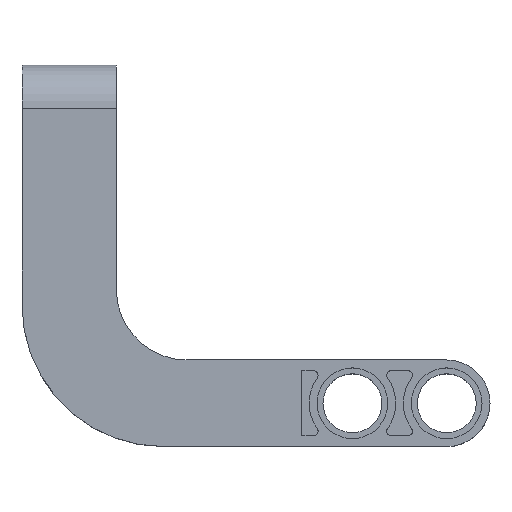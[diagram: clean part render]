
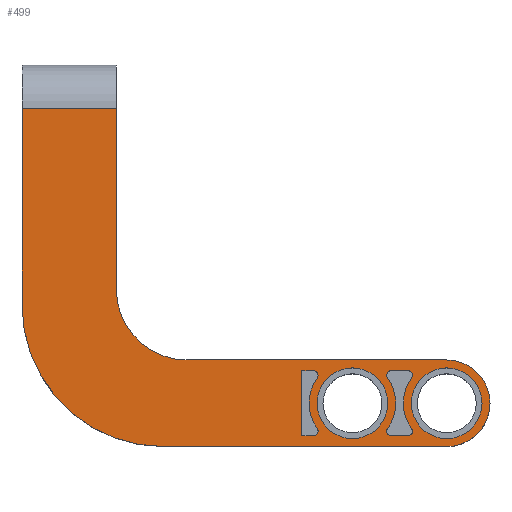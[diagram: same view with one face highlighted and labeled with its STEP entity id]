
A CAD part, top view. The second image highlights one B-rep face of the part: STEP entity #499.
In plain terms, the highlighted planar face has unit normal (0, 0, 1).
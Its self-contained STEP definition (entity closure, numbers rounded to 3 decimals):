
#206=CARTESIAN_POINT('',(23.103,23.853,25.195));
#207=VERTEX_POINT('',#206);
#208=CARTESIAN_POINT('',(23.103,8.523,25.195));
#209=VERTEX_POINT('',#208);
#210=CARTESIAN_POINT('',(23.103,23.853,25.195));
#211=DIRECTION('',(-0.,-1.,-0.));
#212=VECTOR('',#211,15.33);
#213=LINE('',#210,#212);
#214=EDGE_CURVE('',#207,#209,#213,.T.);
#251=CARTESIAN_POINT('',(14.773,-142.447,25.195));
#252=DIRECTION('',(0.,0.,-1.));
#253=DIRECTION('',(-1.,0.,-0.));
#254=AXIS2_PLACEMENT_3D('',#251,#252,#253);
#255=PLANE('',#254);
#256=CARTESIAN_POINT('',(15.103,23.853,25.195));
#257=VERTEX_POINT('',#256);
#258=CARTESIAN_POINT('',(15.103,7.179,25.195));
#259=VERTEX_POINT('',#258);
#260=CARTESIAN_POINT('',(15.103,23.853,25.195));
#261=DIRECTION('',(-0.,-1.,-0.));
#262=VECTOR('',#261,16.674);
#263=LINE('',#260,#262);
#264=EDGE_CURVE('',#257,#259,#263,.T.);
#265=ORIENTED_EDGE('',*,*,#264,.T.);
#266=CARTESIAN_POINT('',(27.103,-4.821,25.195));
#267=VERTEX_POINT('',#266);
#268=CARTESIAN_POINT('',(27.103,7.179,25.195));
#269=DIRECTION('',(-0.,-0.,1.));
#270=DIRECTION('',(-1.,0.,-0.));
#271=AXIS2_PLACEMENT_3D('',#268,#269,#270);
#272=CIRCLE('',#271,12.);
#273=EDGE_CURVE('',#259,#267,#272,.T.);
#274=ORIENTED_EDGE('',*,*,#273,.T.);
#275=CARTESIAN_POINT('',(51.13,-4.824,25.195));
#276=VERTEX_POINT('',#275);
#277=CARTESIAN_POINT('',(51.13,-4.821,25.195));
#278=DIRECTION('',(-1.,0.,-0.));
#279=VECTOR('',#278,24.027);
#280=LINE('',#277,#279);
#281=EDGE_CURVE('',#276,#267,#280,.T.);
#282=ORIENTED_EDGE('',*,*,#281,.F.);
#283=CARTESIAN_POINT('',(54.802,-1.149,25.195));
#284=VERTEX_POINT('',#283);
#285=CARTESIAN_POINT('',(51.13,-1.149,25.195));
#286=DIRECTION('',(-0.,0.,1.));
#287=DIRECTION('',(0.,-1.,0.));
#288=AXIS2_PLACEMENT_3D('',#285,#286,#287);
#289=CIRCLE('',#288,3.672);
#290=EDGE_CURVE('',#276,#284,#289,.T.);
#291=ORIENTED_EDGE('',*,*,#290,.T.);
#292=CARTESIAN_POINT('',(51.13,2.523,25.195));
#293=VERTEX_POINT('',#292);
#294=CARTESIAN_POINT('',(51.13,-1.149,25.195));
#295=DIRECTION('',(-0.,0.,1.));
#296=DIRECTION('',(0.,-1.,0.));
#297=AXIS2_PLACEMENT_3D('',#294,#295,#296);
#298=CIRCLE('',#297,3.672);
#299=EDGE_CURVE('',#284,#293,#298,.T.);
#300=ORIENTED_EDGE('',*,*,#299,.T.);
#301=CARTESIAN_POINT('',(29.103,2.523,25.195));
#302=VERTEX_POINT('',#301);
#303=CARTESIAN_POINT('',(51.13,2.523,25.195));
#304=DIRECTION('',(-1.,-0.,0.));
#305=VECTOR('',#304,22.027);
#306=LINE('',#303,#305);
#307=EDGE_CURVE('',#293,#302,#306,.T.);
#308=ORIENTED_EDGE('',*,*,#307,.T.);
#309=CARTESIAN_POINT('',(29.103,8.523,25.195));
#310=DIRECTION('',(0.,0.,-1.));
#311=DIRECTION('',(-1.,0.,-0.));
#312=AXIS2_PLACEMENT_3D('',#309,#310,#311);
#313=CIRCLE('',#312,6.);
#314=EDGE_CURVE('',#302,#209,#313,.T.);
#315=ORIENTED_EDGE('',*,*,#314,.T.);
#316=ORIENTED_EDGE('',*,*,#214,.F.);
#317=CARTESIAN_POINT('',(23.103,23.853,25.195));
#318=DIRECTION('',(-1.,0.,-0.));
#319=VECTOR('',#318,8.);
#320=LINE('',#317,#319);
#321=EDGE_CURVE('',#207,#257,#320,.T.);
#322=ORIENTED_EDGE('',*,*,#321,.T.);
#323=EDGE_LOOP('',(#265,#274,#282,#291,#300,#308,#315,#316,#322));
#324=FACE_BOUND('',#323,.T.);
#325=CARTESIAN_POINT('',(38.84,-3.924,25.195));
#326=VERTEX_POINT('',#325);
#327=CARTESIAN_POINT('',(38.84,1.626,25.195));
#328=VERTEX_POINT('',#327);
#329=CARTESIAN_POINT('',(38.84,-3.924,25.195));
#330=DIRECTION('',(0.,1.,-0.));
#331=VECTOR('',#330,5.55);
#332=LINE('',#329,#331);
#333=EDGE_CURVE('',#326,#328,#332,.T.);
#334=ORIENTED_EDGE('',*,*,#333,.T.);
#335=CARTESIAN_POINT('',(39.818,1.626,25.195));
#336=VERTEX_POINT('',#335);
#337=CARTESIAN_POINT('',(38.84,1.626,25.195));
#338=DIRECTION('',(1.,0.,-0.));
#339=VECTOR('',#338,0.978);
#340=LINE('',#337,#339);
#341=EDGE_CURVE('',#328,#336,#340,.T.);
#342=ORIENTED_EDGE('',*,*,#341,.T.);
#343=CARTESIAN_POINT('',(40.143,0.993,25.195));
#344=VERTEX_POINT('',#343);
#345=CARTESIAN_POINT('',(39.818,1.226,25.195));
#346=DIRECTION('',(0.,-0.,-1.));
#347=DIRECTION('',(0.,-1.,0.));
#348=AXIS2_PLACEMENT_3D('',#345,#346,#347);
#349=CIRCLE('',#348,0.4);
#350=EDGE_CURVE('',#336,#344,#349,.T.);
#351=ORIENTED_EDGE('',*,*,#350,.T.);
#352=CARTESIAN_POINT('',(40.143,-3.291,25.195));
#353=VERTEX_POINT('',#352);
#354=CARTESIAN_POINT('',(43.13,-1.149,25.195));
#355=DIRECTION('',(-0.,0.,1.));
#356=DIRECTION('',(0.,-1.,0.));
#357=AXIS2_PLACEMENT_3D('',#354,#355,#356);
#358=CIRCLE('',#357,3.675);
#359=EDGE_CURVE('',#344,#353,#358,.T.);
#360=ORIENTED_EDGE('',*,*,#359,.T.);
#361=CARTESIAN_POINT('',(39.818,-3.924,25.195));
#362=VERTEX_POINT('',#361);
#363=CARTESIAN_POINT('',(39.818,-3.524,25.195));
#364=DIRECTION('',(0.,-0.,-1.));
#365=DIRECTION('',(0.,-1.,0.));
#366=AXIS2_PLACEMENT_3D('',#363,#364,#365);
#367=CIRCLE('',#366,0.4);
#368=EDGE_CURVE('',#353,#362,#367,.T.);
#369=ORIENTED_EDGE('',*,*,#368,.T.);
#370=CARTESIAN_POINT('',(39.818,-3.924,25.195));
#371=DIRECTION('',(-1.,-0.,0.));
#372=VECTOR('',#371,0.978);
#373=LINE('',#370,#372);
#374=EDGE_CURVE('',#362,#326,#373,.T.);
#375=ORIENTED_EDGE('',*,*,#374,.T.);
#376=EDGE_LOOP('',(#334,#342,#351,#360,#369,#375));
#377=FACE_BOUND('',#376,.T.);
#378=CARTESIAN_POINT('',(46.441,-3.924,25.195));
#379=VERTEX_POINT('',#378);
#380=CARTESIAN_POINT('',(46.116,-3.291,25.195));
#381=VERTEX_POINT('',#380);
#382=CARTESIAN_POINT('',(46.441,-3.524,25.195));
#383=DIRECTION('',(0.,-0.,-1.));
#384=DIRECTION('',(0.,-1.,0.));
#385=AXIS2_PLACEMENT_3D('',#382,#383,#384);
#386=CIRCLE('',#385,0.4);
#387=EDGE_CURVE('',#379,#381,#386,.T.);
#388=ORIENTED_EDGE('',*,*,#387,.T.);
#389=CARTESIAN_POINT('',(46.805,-1.149,25.195));
#390=VERTEX_POINT('',#389);
#391=CARTESIAN_POINT('',(43.13,-1.149,25.195));
#392=DIRECTION('',(-0.,0.,1.));
#393=DIRECTION('',(0.,-1.,0.));
#394=AXIS2_PLACEMENT_3D('',#391,#392,#393);
#395=CIRCLE('',#394,3.675);
#396=EDGE_CURVE('',#381,#390,#395,.T.);
#397=ORIENTED_EDGE('',*,*,#396,.T.);
#398=CARTESIAN_POINT('',(46.116,0.993,25.195));
#399=VERTEX_POINT('',#398);
#400=CARTESIAN_POINT('',(43.13,-1.149,25.195));
#401=DIRECTION('',(-0.,0.,1.));
#402=DIRECTION('',(0.,-1.,0.));
#403=AXIS2_PLACEMENT_3D('',#400,#401,#402);
#404=CIRCLE('',#403,3.675);
#405=EDGE_CURVE('',#390,#399,#404,.T.);
#406=ORIENTED_EDGE('',*,*,#405,.T.);
#407=CARTESIAN_POINT('',(46.441,1.626,25.195));
#408=VERTEX_POINT('',#407);
#409=CARTESIAN_POINT('',(46.441,1.226,25.195));
#410=DIRECTION('',(0.,-0.,-1.));
#411=DIRECTION('',(0.,-1.,0.));
#412=AXIS2_PLACEMENT_3D('',#409,#410,#411);
#413=CIRCLE('',#412,0.4);
#414=EDGE_CURVE('',#399,#408,#413,.T.);
#415=ORIENTED_EDGE('',*,*,#414,.T.);
#416=CARTESIAN_POINT('',(47.818,1.626,25.195));
#417=VERTEX_POINT('',#416);
#418=CARTESIAN_POINT('',(46.441,1.626,25.195));
#419=DIRECTION('',(1.,0.,-0.));
#420=VECTOR('',#419,1.377);
#421=LINE('',#418,#420);
#422=EDGE_CURVE('',#408,#417,#421,.T.);
#423=ORIENTED_EDGE('',*,*,#422,.T.);
#424=CARTESIAN_POINT('',(48.143,0.993,25.195));
#425=VERTEX_POINT('',#424);
#426=CARTESIAN_POINT('',(47.818,1.226,25.195));
#427=DIRECTION('',(0.,-0.,-1.));
#428=DIRECTION('',(0.,-1.,0.));
#429=AXIS2_PLACEMENT_3D('',#426,#427,#428);
#430=CIRCLE('',#429,0.4);
#431=EDGE_CURVE('',#417,#425,#430,.T.);
#432=ORIENTED_EDGE('',*,*,#431,.T.);
#433=CARTESIAN_POINT('',(48.143,-3.291,25.195));
#434=VERTEX_POINT('',#433);
#435=CARTESIAN_POINT('',(51.13,-1.149,25.195));
#436=DIRECTION('',(-0.,0.,1.));
#437=DIRECTION('',(0.,-1.,0.));
#438=AXIS2_PLACEMENT_3D('',#435,#436,#437);
#439=CIRCLE('',#438,3.675);
#440=EDGE_CURVE('',#425,#434,#439,.T.);
#441=ORIENTED_EDGE('',*,*,#440,.T.);
#442=CARTESIAN_POINT('',(47.818,-3.924,25.195));
#443=VERTEX_POINT('',#442);
#444=CARTESIAN_POINT('',(47.818,-3.524,25.195));
#445=DIRECTION('',(0.,-0.,-1.));
#446=DIRECTION('',(0.,-1.,0.));
#447=AXIS2_PLACEMENT_3D('',#444,#445,#446);
#448=CIRCLE('',#447,0.4);
#449=EDGE_CURVE('',#434,#443,#448,.T.);
#450=ORIENTED_EDGE('',*,*,#449,.T.);
#451=CARTESIAN_POINT('',(47.818,-3.924,25.195));
#452=DIRECTION('',(-1.,-0.,0.));
#453=VECTOR('',#452,1.377);
#454=LINE('',#451,#453);
#455=EDGE_CURVE('',#443,#379,#454,.T.);
#456=ORIENTED_EDGE('',*,*,#455,.T.);
#457=EDGE_LOOP('',(#388,#397,#406,#415,#423,#432,#441,#450,#456));
#458=FACE_BOUND('',#457,.T.);
#459=CARTESIAN_POINT('',(43.13,-4.149,25.195));
#460=VERTEX_POINT('',#459);
#461=CARTESIAN_POINT('',(46.13,-1.149,25.195));
#462=VERTEX_POINT('',#461);
#463=CARTESIAN_POINT('',(43.13,-1.149,25.195));
#464=DIRECTION('',(0.,-0.,-1.));
#465=DIRECTION('',(0.,-1.,0.));
#466=AXIS2_PLACEMENT_3D('',#463,#464,#465);
#467=CIRCLE('',#466,3.);
#468=EDGE_CURVE('',#460,#462,#467,.T.);
#469=ORIENTED_EDGE('',*,*,#468,.T.);
#470=CARTESIAN_POINT('',(43.13,-1.149,25.195));
#471=DIRECTION('',(0.,-0.,-1.));
#472=DIRECTION('',(0.,-1.,0.));
#473=AXIS2_PLACEMENT_3D('',#470,#471,#472);
#474=CIRCLE('',#473,3.);
#475=EDGE_CURVE('',#462,#460,#474,.T.);
#476=ORIENTED_EDGE('',*,*,#475,.T.);
#477=EDGE_LOOP('',(#469,#476));
#478=FACE_BOUND('',#477,.T.);
#479=CARTESIAN_POINT('',(51.13,-4.149,25.195));
#480=VERTEX_POINT('',#479);
#481=CARTESIAN_POINT('',(54.13,-1.149,25.195));
#482=VERTEX_POINT('',#481);
#483=CARTESIAN_POINT('',(51.13,-1.149,25.195));
#484=DIRECTION('',(0.,-0.,-1.));
#485=DIRECTION('',(0.,-1.,0.));
#486=AXIS2_PLACEMENT_3D('',#483,#484,#485);
#487=CIRCLE('',#486,3.);
#488=EDGE_CURVE('',#480,#482,#487,.T.);
#489=ORIENTED_EDGE('',*,*,#488,.T.);
#490=CARTESIAN_POINT('',(51.13,-1.149,25.195));
#491=DIRECTION('',(0.,-0.,-1.));
#492=DIRECTION('',(0.,-1.,0.));
#493=AXIS2_PLACEMENT_3D('',#490,#491,#492);
#494=CIRCLE('',#493,3.);
#495=EDGE_CURVE('',#482,#480,#494,.T.);
#496=ORIENTED_EDGE('',*,*,#495,.T.);
#497=EDGE_LOOP('',(#489,#496));
#498=FACE_BOUND('',#497,.T.);
#499=ADVANCED_FACE('',(#324,#377,#458,#478,#498),#255,.F.);
